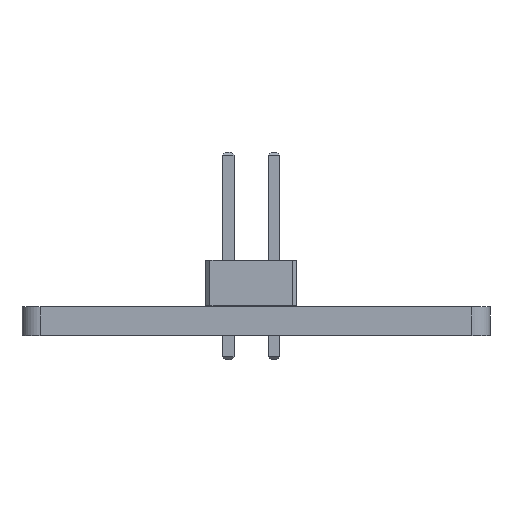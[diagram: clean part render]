
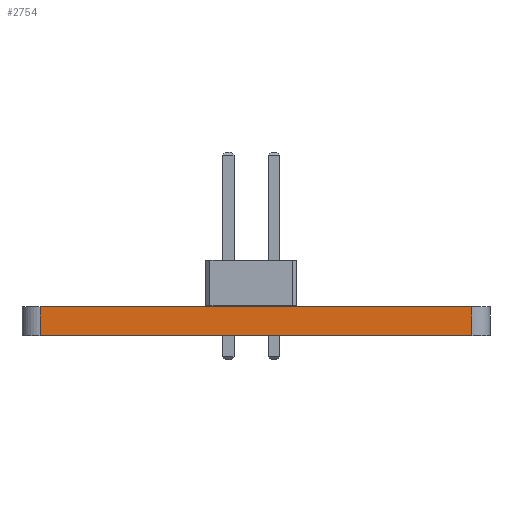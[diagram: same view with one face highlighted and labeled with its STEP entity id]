
A CAD part, left-side view. The second image highlights one B-rep face of the part: STEP entity #2754.
In plain terms, the highlighted planar face has unit normal (-1, 0, 0).
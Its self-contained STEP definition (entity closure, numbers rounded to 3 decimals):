
#2571 = CYLINDRICAL_SURFACE('',#2572,1.);
#2572 = AXIS2_PLACEMENT_3D('',#2573,#2574,#2575);
#2573 = CARTESIAN_POINT('',(-18.,12.,0.));
#2574 = DIRECTION('',(0.,0.,-1.));
#2575 = DIRECTION('',(1.,0.,0.));
#2596 = VERTEX_POINT('',#2597);
#2597 = CARTESIAN_POINT('',(-19.,12.,1.6));
#2612 = PLANE('',#2613);
#2613 = AXIS2_PLACEMENT_3D('',#2614,#2615,#2616);
#2614 = CARTESIAN_POINT('',(0.,0.,1.6));
#2615 = DIRECTION('',(0.,0.,1.));
#2616 = DIRECTION('',(1.,0.,0.));
#2624 = EDGE_CURVE('',#2625,#2596,#2627,.T.);
#2625 = VERTEX_POINT('',#2626);
#2626 = CARTESIAN_POINT('',(-19.,12.,0.));
#2627 = SURFACE_CURVE('',#2628,(#2632,#2639),.PCURVE_S1.);
#2628 = LINE('',#2629,#2630);
#2629 = CARTESIAN_POINT('',(-19.,12.,0.));
#2630 = VECTOR('',#2631,1.);
#2631 = DIRECTION('',(0.,0.,1.));
#2632 = PCURVE('',#2571,#2633);
#2633 = DEFINITIONAL_REPRESENTATION('',(#2634),#2638);
#2634 = LINE('',#2635,#2636);
#2635 = CARTESIAN_POINT('',(-3.142,0.));
#2636 = VECTOR('',#2637,1.);
#2637 = DIRECTION('',(0.,-1.));
#2638 = ( GEOMETRIC_REPRESENTATION_CONTEXT(2) 
PARAMETRIC_REPRESENTATION_CONTEXT() REPRESENTATION_CONTEXT('2D SPACE',''
  ) );
#2639 = PCURVE('',#2640,#2645);
#2640 = PLANE('',#2641);
#2641 = AXIS2_PLACEMENT_3D('',#2642,#2643,#2644);
#2642 = CARTESIAN_POINT('',(-19.,-12.,0.));
#2643 = DIRECTION('',(-1.,0.,0.));
#2644 = DIRECTION('',(0.,1.,0.));
#2645 = DEFINITIONAL_REPRESENTATION('',(#2646),#2650);
#2646 = LINE('',#2647,#2648);
#2647 = CARTESIAN_POINT('',(24.,0.));
#2648 = VECTOR('',#2649,1.);
#2649 = DIRECTION('',(0.,-1.));
#2650 = ( GEOMETRIC_REPRESENTATION_CONTEXT(2) 
PARAMETRIC_REPRESENTATION_CONTEXT() REPRESENTATION_CONTEXT('2D SPACE',''
  ) );
#2667 = PLANE('',#2668);
#2668 = AXIS2_PLACEMENT_3D('',#2669,#2670,#2671);
#2669 = CARTESIAN_POINT('',(0.,0.,0.));
#2670 = DIRECTION('',(0.,0.,1.));
#2671 = DIRECTION('',(1.,0.,0.));
#2754 = ADVANCED_FACE('',(#2755),#2640,.T.);
#2755 = FACE_BOUND('',#2756,.T.);
#2756 = EDGE_LOOP('',(#2757,#2787,#2808,#2809));
#2757 = ORIENTED_EDGE('',*,*,#2758,.T.);
#2758 = EDGE_CURVE('',#2759,#2761,#2763,.T.);
#2759 = VERTEX_POINT('',#2760);
#2760 = CARTESIAN_POINT('',(-19.,-12.,0.));
#2761 = VERTEX_POINT('',#2762);
#2762 = CARTESIAN_POINT('',(-19.,-12.,1.6));
#2763 = SURFACE_CURVE('',#2764,(#2768,#2775),.PCURVE_S1.);
#2764 = LINE('',#2765,#2766);
#2765 = CARTESIAN_POINT('',(-19.,-12.,0.));
#2766 = VECTOR('',#2767,1.);
#2767 = DIRECTION('',(0.,0.,1.));
#2768 = PCURVE('',#2640,#2769);
#2769 = DEFINITIONAL_REPRESENTATION('',(#2770),#2774);
#2770 = LINE('',#2771,#2772);
#2771 = CARTESIAN_POINT('',(0.,0.));
#2772 = VECTOR('',#2773,1.);
#2773 = DIRECTION('',(0.,-1.));
#2774 = ( GEOMETRIC_REPRESENTATION_CONTEXT(2) 
PARAMETRIC_REPRESENTATION_CONTEXT() REPRESENTATION_CONTEXT('2D SPACE',''
  ) );
#2775 = PCURVE('',#2776,#2781);
#2776 = CYLINDRICAL_SURFACE('',#2777,1.);
#2777 = AXIS2_PLACEMENT_3D('',#2778,#2779,#2780);
#2778 = CARTESIAN_POINT('',(-18.,-12.,0.));
#2779 = DIRECTION('',(0.,0.,-1.));
#2780 = DIRECTION('',(1.,0.,0.));
#2781 = DEFINITIONAL_REPRESENTATION('',(#2782),#2786);
#2782 = LINE('',#2783,#2784);
#2783 = CARTESIAN_POINT('',(-3.142,0.));
#2784 = VECTOR('',#2785,1.);
#2785 = DIRECTION('',(0.,-1.));
#2786 = ( GEOMETRIC_REPRESENTATION_CONTEXT(2) 
PARAMETRIC_REPRESENTATION_CONTEXT() REPRESENTATION_CONTEXT('2D SPACE',''
  ) );
#2787 = ORIENTED_EDGE('',*,*,#2788,.T.);
#2788 = EDGE_CURVE('',#2761,#2596,#2789,.T.);
#2789 = SURFACE_CURVE('',#2790,(#2794,#2801),.PCURVE_S1.);
#2790 = LINE('',#2791,#2792);
#2791 = CARTESIAN_POINT('',(-19.,-12.,1.6));
#2792 = VECTOR('',#2793,1.);
#2793 = DIRECTION('',(0.,1.,0.));
#2794 = PCURVE('',#2640,#2795);
#2795 = DEFINITIONAL_REPRESENTATION('',(#2796),#2800);
#2796 = LINE('',#2797,#2798);
#2797 = CARTESIAN_POINT('',(0.,-1.6));
#2798 = VECTOR('',#2799,1.);
#2799 = DIRECTION('',(1.,0.));
#2800 = ( GEOMETRIC_REPRESENTATION_CONTEXT(2) 
PARAMETRIC_REPRESENTATION_CONTEXT() REPRESENTATION_CONTEXT('2D SPACE',''
  ) );
#2801 = PCURVE('',#2612,#2802);
#2802 = DEFINITIONAL_REPRESENTATION('',(#2803),#2807);
#2803 = LINE('',#2804,#2805);
#2804 = CARTESIAN_POINT('',(-19.,-12.));
#2805 = VECTOR('',#2806,1.);
#2806 = DIRECTION('',(0.,1.));
#2807 = ( GEOMETRIC_REPRESENTATION_CONTEXT(2) 
PARAMETRIC_REPRESENTATION_CONTEXT() REPRESENTATION_CONTEXT('2D SPACE',''
  ) );
#2808 = ORIENTED_EDGE('',*,*,#2624,.F.);
#2809 = ORIENTED_EDGE('',*,*,#2810,.F.);
#2810 = EDGE_CURVE('',#2759,#2625,#2811,.T.);
#2811 = SURFACE_CURVE('',#2812,(#2816,#2823),.PCURVE_S1.);
#2812 = LINE('',#2813,#2814);
#2813 = CARTESIAN_POINT('',(-19.,-12.,0.));
#2814 = VECTOR('',#2815,1.);
#2815 = DIRECTION('',(0.,1.,0.));
#2816 = PCURVE('',#2640,#2817);
#2817 = DEFINITIONAL_REPRESENTATION('',(#2818),#2822);
#2818 = LINE('',#2819,#2820);
#2819 = CARTESIAN_POINT('',(0.,0.));
#2820 = VECTOR('',#2821,1.);
#2821 = DIRECTION('',(1.,0.));
#2822 = ( GEOMETRIC_REPRESENTATION_CONTEXT(2) 
PARAMETRIC_REPRESENTATION_CONTEXT() REPRESENTATION_CONTEXT('2D SPACE',''
  ) );
#2823 = PCURVE('',#2667,#2824);
#2824 = DEFINITIONAL_REPRESENTATION('',(#2825),#2829);
#2825 = LINE('',#2826,#2827);
#2826 = CARTESIAN_POINT('',(-19.,-12.));
#2827 = VECTOR('',#2828,1.);
#2828 = DIRECTION('',(0.,1.));
#2829 = ( GEOMETRIC_REPRESENTATION_CONTEXT(2) 
PARAMETRIC_REPRESENTATION_CONTEXT() REPRESENTATION_CONTEXT('2D SPACE',''
  ) );
